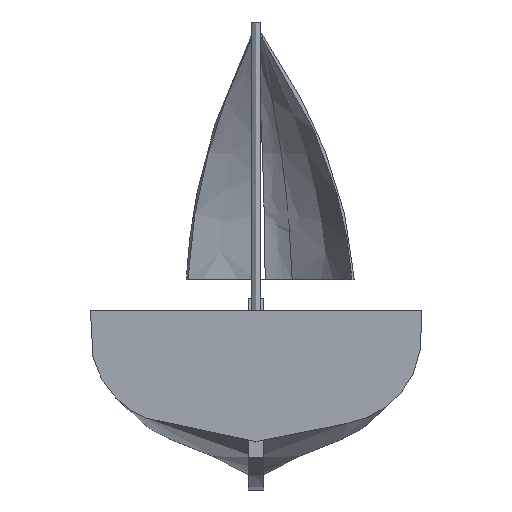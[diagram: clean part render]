
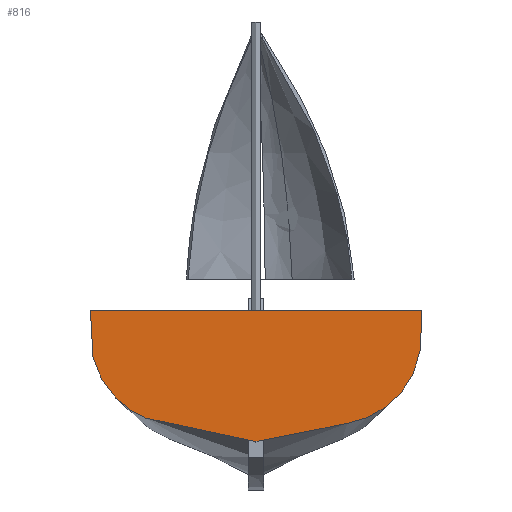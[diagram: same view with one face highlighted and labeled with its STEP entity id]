
A CAD part, front view. The second image highlights one B-rep face of the part: STEP entity #816.
In plain terms, the highlighted planar face has unit normal (0, -1, 0).
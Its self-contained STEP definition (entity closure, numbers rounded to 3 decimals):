
#87=FACE_OUTER_BOUND('',#140,.T.);
#140=EDGE_LOOP('',(#601,#602,#603,#604,#605));
#191=LINE('',#10616,#234);
#234=VECTOR('',#953,10.);
#292=B_SPLINE_CURVE_WITH_KNOTS('',3,(#10586,#10587,#10588,#10589),
 .UNSPECIFIED.,.F.,.F.,(4,4),(0.,0.032),.UNSPECIFIED.);
#293=B_SPLINE_CURVE_WITH_KNOTS('',3,(#10590,#10591,#10592,#10593,#10594,
#10595,#10596,#10597,#10598,#10599),.UNSPECIFIED.,.F.,.F.,(4,2,1,1,2,4),
(0.032,0.395,0.595,0.695,
0.894,1.),.UNSPECIFIED.);
#294=B_SPLINE_CURVE_WITH_KNOTS('',3,(#10601,#10602,#10603,#10604),
 .UNSPECIFIED.,.F.,.F.,(4,4),(0.968,1.),.UNSPECIFIED.);
#295=B_SPLINE_CURVE_WITH_KNOTS('',3,(#10606,#10607,#10608,#10609,#10610,
#10611,#10612,#10613,#10614,#10615),.UNSPECIFIED.,.F.,.F.,(4,2,1,1,2,4),
(0.,0.106,0.305,0.405,0.605,
0.968),.UNSPECIFIED.);
#342=VERTEX_POINT('',#10029);
#345=VERTEX_POINT('',#10056);
#350=VERTEX_POINT('',#10198);
#351=VERTEX_POINT('',#10551);
#352=VERTEX_POINT('',#10605);
#443=EDGE_CURVE('',#350,#342,#292,.T.);
#444=EDGE_CURVE('',#342,#351,#293,.T.);
#445=EDGE_CURVE('',#345,#350,#294,.T.);
#446=EDGE_CURVE('',#352,#345,#295,.T.);
#447=EDGE_CURVE('',#351,#352,#191,.T.);
#601=ORIENTED_EDGE('',*,*,#443,.F.);
#602=ORIENTED_EDGE('',*,*,#445,.F.);
#603=ORIENTED_EDGE('',*,*,#446,.F.);
#604=ORIENTED_EDGE('',*,*,#447,.F.);
#605=ORIENTED_EDGE('',*,*,#444,.F.);
#784=PLANE('',#877);
#816=ADVANCED_FACE('',(#87),#784,.F.);
#877=AXIS2_PLACEMENT_3D('',#10600,#951,#952);
#951=DIRECTION('center_axis',(0.,1.,0.));
#952=DIRECTION('ref_axis',(0.,0.,1.));
#953=DIRECTION('',(1.,0.,0.));
#10029=CARTESIAN_POINT('',(-2.361,0.,0.472));
#10056=CARTESIAN_POINT('',(2.361,0.,0.472));
#10198=CARTESIAN_POINT('',(0.,0.,0.));
#10551=CARTESIAN_POINT('',(-51.468,0.,40.861));
#10586=CARTESIAN_POINT('Ctrl Pts',(0.,0.,0.));
#10587=CARTESIAN_POINT('Ctrl Pts',(-0.787,0.,0.157));
#10588=CARTESIAN_POINT('Ctrl Pts',(-1.574,0.,0.315));
#10589=CARTESIAN_POINT('Ctrl Pts',(-2.361,0.,0.472));
#10590=CARTESIAN_POINT('Ctrl Pts',(-2.361,0.,0.472));
#10591=CARTESIAN_POINT('Ctrl Pts',(-11.36,0.,2.271));
#10592=CARTESIAN_POINT('Ctrl Pts',(-20.357,0.,4.071));
#10593=CARTESIAN_POINT('Ctrl Pts',(-34.3,0.,6.847));
#10594=CARTESIAN_POINT('Ctrl Pts',(-41.27,0.,10.424));
#10595=CARTESIAN_POINT('Ctrl Pts',(-49.333,0.,20.26));
#10596=CARTESIAN_POINT('Ctrl Pts',(-51.476,0.,27.795));
#10597=CARTESIAN_POINT('Ctrl Pts',(-51.467,0.,35.51));
#10598=CARTESIAN_POINT('Ctrl Pts',(-51.468,0.,38.185));
#10599=CARTESIAN_POINT('Ctrl Pts',(-51.468,0.,40.861));
#10600=CARTESIAN_POINT('Origin',(0.,0.,24.925));
#10601=CARTESIAN_POINT('Ctrl Pts',(2.361,0.,0.472));
#10602=CARTESIAN_POINT('Ctrl Pts',(1.574,0.,0.315));
#10603=CARTESIAN_POINT('Ctrl Pts',(0.787,0.,0.157));
#10604=CARTESIAN_POINT('Ctrl Pts',(0.,0.,0.));
#10605=CARTESIAN_POINT('',(51.468,0.,40.861));
#10606=CARTESIAN_POINT('Ctrl Pts',(51.468,0.,40.861));
#10607=CARTESIAN_POINT('Ctrl Pts',(51.468,0.,38.185));
#10608=CARTESIAN_POINT('Ctrl Pts',(51.467,0.,35.51));
#10609=CARTESIAN_POINT('Ctrl Pts',(51.476,0.,27.795));
#10610=CARTESIAN_POINT('Ctrl Pts',(49.333,0.,20.26));
#10611=CARTESIAN_POINT('Ctrl Pts',(41.27,0.,10.424));
#10612=CARTESIAN_POINT('Ctrl Pts',(34.3,0.,6.847));
#10613=CARTESIAN_POINT('Ctrl Pts',(20.357,0.,4.071));
#10614=CARTESIAN_POINT('Ctrl Pts',(11.36,0.,2.271));
#10615=CARTESIAN_POINT('Ctrl Pts',(2.361,0.,0.472));
#10616=CARTESIAN_POINT('',(-51.468,0.,40.861));
